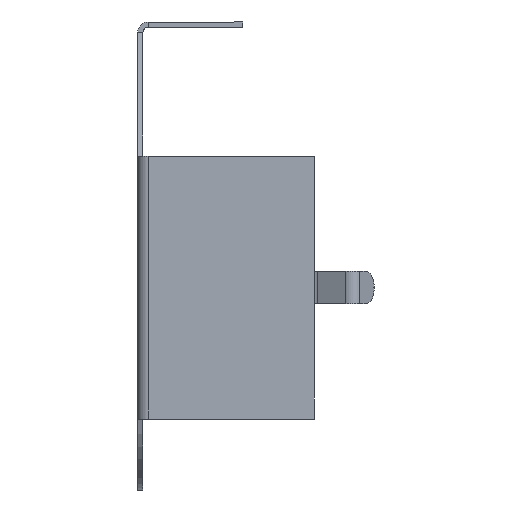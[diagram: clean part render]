
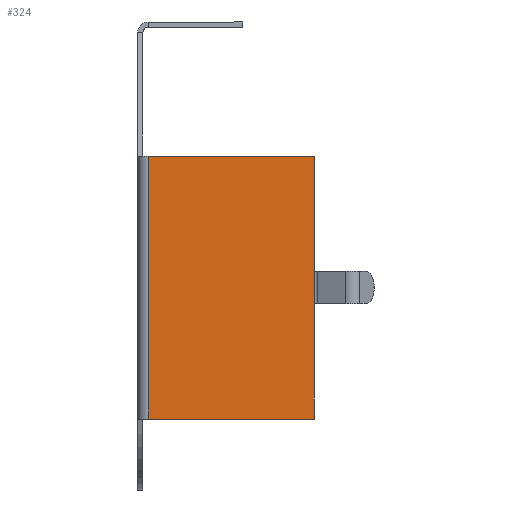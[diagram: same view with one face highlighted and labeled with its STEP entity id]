
A CAD part, left-side view. The second image highlights one B-rep face of the part: STEP entity #324.
In plain terms, the highlighted planar face has unit normal (-1, 0, 0).
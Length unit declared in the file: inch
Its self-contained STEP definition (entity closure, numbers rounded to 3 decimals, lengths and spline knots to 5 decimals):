
#67 = CARTESIAN_POINT ( 'NONE',  ( -0.5, 0., -0.235 ) ) ;
#74 = LINE ( 'NONE', #3729, #1065 ) ;
#176 = VERTEX_POINT ( 'NONE', #1630 ) ;
#197 = VECTOR ( 'NONE', #984, 39.37008 ) ;
#305 = FACE_OUTER_BOUND ( 'NONE', #2087, .T. ) ;
#324 = ADVANCED_FACE ( 'NONE', ( #305 ), #1773, .T. ) ;
#328 = DIRECTION ( 'NONE',  ( -1., 0., 0. ) ) ;
#579 = ORIENTED_EDGE ( 'NONE', *, *, #1833, .T. ) ;
#598 = VECTOR ( 'NONE', #1303, 39.37008 ) ;
#612 = DIRECTION ( 'NONE',  ( 0., 1., 0. ) ) ;
#730 = VERTEX_POINT ( 'NONE', #2750 ) ;
#773 = VERTEX_POINT ( 'NONE', #1312 ) ;
#824 = LINE ( 'NONE', #3039, #598 ) ;
#881 = LINE ( 'NONE', #1947, #3083 ) ;
#984 = DIRECTION ( 'NONE',  ( 0., 0., -1. ) ) ;
#1027 = ORIENTED_EDGE ( 'NONE', *, *, #3394, .T. ) ;
#1065 = VECTOR ( 'NONE', #2015, 39.37008 ) ;
#1158 = CARTESIAN_POINT ( 'NONE',  ( -0.5, 0., -0.735 ) ) ;
#1169 = CARTESIAN_POINT ( 'NONE',  ( -0.5, -0.01, -0.735 ) ) ;
#1234 = VECTOR ( 'NONE', #2387, 39.37008 ) ;
#1280 = EDGE_CURVE ( 'NONE', #176, #773, #74, .T. ) ;
#1303 = DIRECTION ( 'NONE',  ( 0., 0., 1. ) ) ;
#1312 = CARTESIAN_POINT ( 'NONE',  ( -0.5, -0.326, -0.516 ) ) ;
#1366 = DIRECTION ( 'NONE',  ( 0., 0., 1. ) ) ;
#1378 = VERTEX_POINT ( 'NONE', #1169 ) ;
#1522 = VERTEX_POINT ( 'NONE', #1555 ) ;
#1555 = CARTESIAN_POINT ( 'NONE',  ( -0.5, -0.326, -0.735 ) ) ;
#1568 = CARTESIAN_POINT ( 'NONE',  ( -0.5, -0.326, -0.235 ) ) ;
#1630 = CARTESIAN_POINT ( 'NONE',  ( -0.5, -0.326, -0.454 ) ) ;
#1691 = VERTEX_POINT ( 'NONE', #1568 ) ;
#1773 = PLANE ( 'NONE',  #2117 ) ;
#1833 = EDGE_CURVE ( 'NONE', #176, #1691, #881, .T. ) ;
#1920 = ORIENTED_EDGE ( 'NONE', *, *, #1280, .F. ) ;
#1947 = CARTESIAN_POINT ( 'NONE',  ( -0.5, -0.326, -0.235 ) ) ;
#2015 = DIRECTION ( 'NONE',  ( 0., 0., -1. ) ) ;
#2052 = DIRECTION ( 'NONE',  ( 0., -1., 0. ) ) ;
#2087 = EDGE_LOOP ( 'NONE', ( #3149, #3431, #3528, #1027, #1920, #579 ) ) ;
#2117 = AXIS2_PLACEMENT_3D ( 'NONE', #2921, #328, #612 ) ;
#2387 = DIRECTION ( 'NONE',  ( 0., 1., 0. ) ) ;
#2443 = VECTOR ( 'NONE', #2052, 39.37008 ) ;
#2464 = EDGE_CURVE ( 'NONE', #730, #1378, #3125, .T. ) ;
#2666 = LINE ( 'NONE', #67, #1234 ) ;
#2750 = CARTESIAN_POINT ( 'NONE',  ( -0.5, -0.01, -0.235 ) ) ;
#2850 = LINE ( 'NONE', #1158, #2443 ) ;
#2921 = CARTESIAN_POINT ( 'NONE',  ( -0.5, 0., -0.235 ) ) ;
#3034 = CARTESIAN_POINT ( 'NONE',  ( -0.5, -0.01, -0.235 ) ) ;
#3039 = CARTESIAN_POINT ( 'NONE',  ( -0.5, -0.326, -0.235 ) ) ;
#3083 = VECTOR ( 'NONE', #1366, 39.37008 ) ;
#3121 = EDGE_CURVE ( 'NONE', #1691, #730, #2666, .T. ) ;
#3125 = LINE ( 'NONE', #3034, #197 ) ;
#3149 = ORIENTED_EDGE ( 'NONE', *, *, #3121, .T. ) ;
#3238 = EDGE_CURVE ( 'NONE', #1378, #1522, #2850, .T. ) ;
#3394 = EDGE_CURVE ( 'NONE', #1522, #773, #824, .T. ) ;
#3431 = ORIENTED_EDGE ( 'NONE', *, *, #2464, .T. ) ;
#3528 = ORIENTED_EDGE ( 'NONE', *, *, #3238, .T. ) ;
#3729 = CARTESIAN_POINT ( 'NONE',  ( -0.5, -0.326, -0.454 ) ) ;
